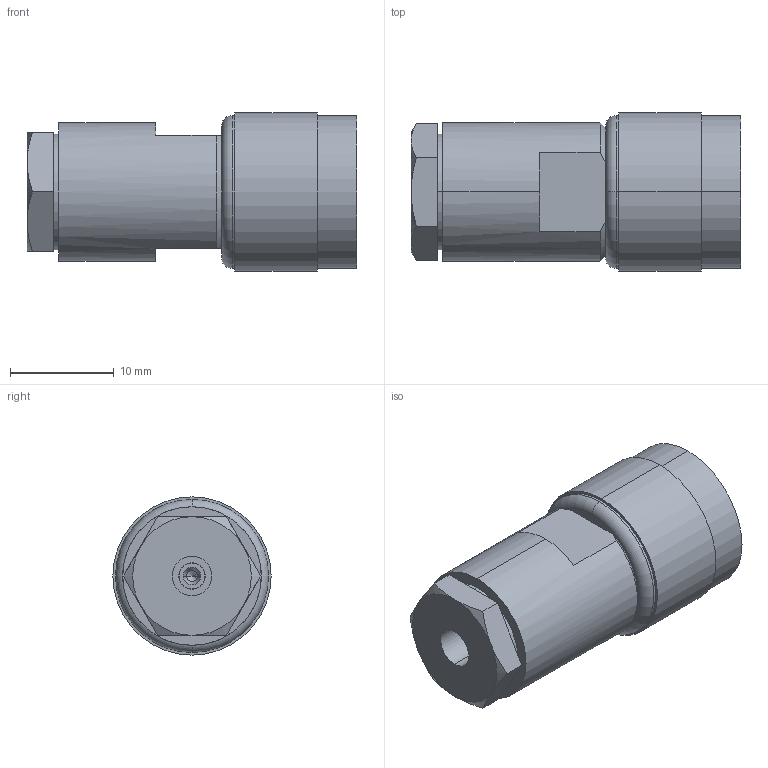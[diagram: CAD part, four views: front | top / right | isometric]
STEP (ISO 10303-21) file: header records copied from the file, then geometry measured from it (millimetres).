
FILE_DESCRIPTION (( 'STEP AP214' ), '1' );
FILE_NAME ('LCCN10-09030-210_3D.step', '2023-08-18T19:32:11', ( '' ), ( '' ), 'SwSTEP 2.0', 'SolidWorks 2022', '' );
FILE_SCHEMA (( 'AUTOMOTIVE_DESIGN' ));
Length unit declared in the file: inch
Products named in the file (4): LCCN10-09030-210_3D; 10-09030-XXX-MA2; 10-09030-XXX-MA1; 10-09030-XXX-MA3
Assembly tree (3 placements, depth 2):
  LCCN10-09030-210_3D
    10-09030-XXX-MA1
    10-09030-XXX-MA2
    10-09030-XXX-MA3
Bounding box: 31.75 x 15.24 x 15.24 mm (x, y, z)
Volume: 4114.4 mm3; surface area: 3711 mm2
Topology: 3 solids, 3 shells, 191 faces, 480 edges, 306 vertices
Faces by surface type: plane 70, cylinder 62, cone 28, torus 16, bspline 15
Entity records: 7855 total; most frequent: CARTESIAN_POINT 2679, ORIENTED_EDGE 956, DIRECTION 918, EDGE_CURVE 478, AXIS2_PLACEMENT_3D 363, VERTEX_POINT 306, EDGE_LOOP 210, LINE 192
